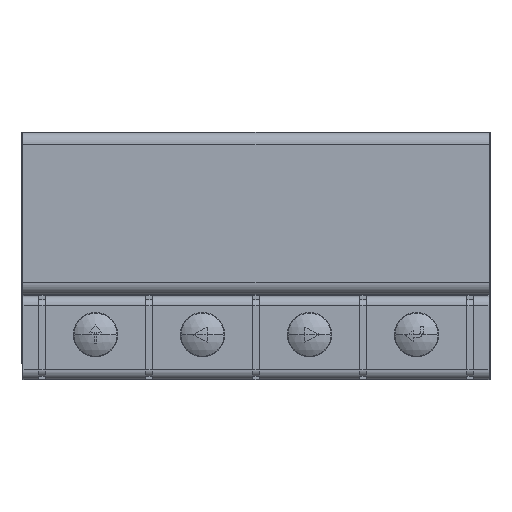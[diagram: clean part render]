
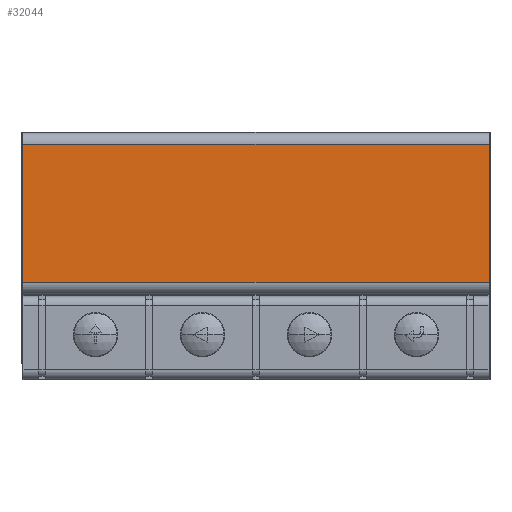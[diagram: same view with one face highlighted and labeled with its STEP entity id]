
A CAD part, top view. The second image highlights one B-rep face of the part: STEP entity #32044.
In plain terms, the highlighted planar face has unit normal (0, 0, 1).
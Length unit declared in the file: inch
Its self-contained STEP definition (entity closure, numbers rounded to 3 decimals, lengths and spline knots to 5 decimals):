
#1158 = DIRECTION ( 'NONE',  ( 1., 0., 0. ) ) ;
#4107 = CARTESIAN_POINT ( 'NONE',  ( 0.945, 0.4525, 0.25 ) ) ;
#4933 = EDGE_CURVE ( 'NONE', #35487, #33309, #10237, .T. ) ;
#5349 = CARTESIAN_POINT ( 'NONE',  ( -0.945, 0.5025, 0.25 ) ) ;
#5605 = PLANE ( 'NONE',  #44704 ) ;
#10237 = LINE ( 'NONE', #18504, #57776 ) ;
#11786 = EDGE_LOOP ( 'NONE', ( #56516, #26693, #25017, #43833 ) ) ;
#14836 = CARTESIAN_POINT ( 'NONE',  ( 0., 0., 0.25 ) ) ;
#16320 = CARTESIAN_POINT ( 'NONE',  ( 0.945, -0.1075, 0.25 ) ) ;
#18241 = VECTOR ( 'NONE', #1158, 39.37008 ) ;
#18267 = CARTESIAN_POINT ( 'NONE',  ( -0.945, -0.1075, 0.25 ) ) ;
#18504 = CARTESIAN_POINT ( 'NONE',  ( 0.945, 0.5025, 0.25 ) ) ;
#19503 = DIRECTION ( 'NONE',  ( 1., 0., 0. ) ) ;
#19703 = LINE ( 'NONE', #47109, #18241 ) ;
#22074 = CARTESIAN_POINT ( 'NONE',  ( -0.945, 0.4525, 0.25 ) ) ;
#22915 = EDGE_CURVE ( 'NONE', #50537, #35487, #19703, .T. ) ;
#25017 = ORIENTED_EDGE ( 'NONE', *, *, #49477, .T. ) ;
#26693 = ORIENTED_EDGE ( 'NONE', *, *, #31622, .F. ) ;
#30236 = LINE ( 'NONE', #53020, #53334 ) ;
#31622 = EDGE_CURVE ( 'NONE', #57952, #33309, #30236, .T. ) ;
#32044 = ADVANCED_FACE ( 'NONE', ( #34539 ), #5605, .T. ) ;
#33309 = VERTEX_POINT ( 'NONE', #4107 ) ;
#34539 = FACE_OUTER_BOUND ( 'NONE', #11786, .T. ) ;
#35487 = VERTEX_POINT ( 'NONE', #16320 ) ;
#37582 = DIRECTION ( 'NONE',  ( 0., -1., 0. ) ) ;
#41912 = DIRECTION ( 'NONE',  ( 0., 1., 0. ) ) ;
#43382 = VECTOR ( 'NONE', #37582, 39.37008 ) ;
#43833 = ORIENTED_EDGE ( 'NONE', *, *, #22915, .T. ) ;
#44704 = AXIS2_PLACEMENT_3D ( 'NONE', #14836, #47134, #19503 ) ;
#46276 = LINE ( 'NONE', #5349, #43382 ) ;
#47109 = CARTESIAN_POINT ( 'NONE',  ( -1.36969, -0.1075, 0.25 ) ) ;
#47134 = DIRECTION ( 'NONE',  ( 0., 0., 1. ) ) ;
#49477 = EDGE_CURVE ( 'NONE', #57952, #50537, #46276, .T. ) ;
#50537 = VERTEX_POINT ( 'NONE', #18267 ) ;
#53020 = CARTESIAN_POINT ( 'NONE',  ( -1.36969, 0.4525, 0.25 ) ) ;
#53334 = VECTOR ( 'NONE', #57582, 39.37008 ) ;
#56516 = ORIENTED_EDGE ( 'NONE', *, *, #4933, .T. ) ;
#57582 = DIRECTION ( 'NONE',  ( 1., 0., 0. ) ) ;
#57776 = VECTOR ( 'NONE', #41912, 39.37008 ) ;
#57952 = VERTEX_POINT ( 'NONE', #22074 ) ;
